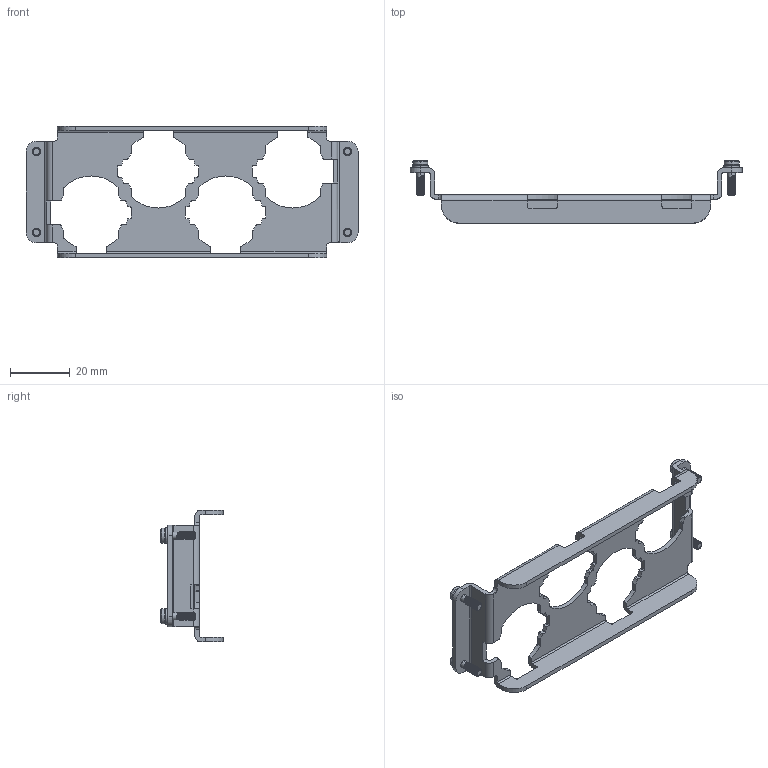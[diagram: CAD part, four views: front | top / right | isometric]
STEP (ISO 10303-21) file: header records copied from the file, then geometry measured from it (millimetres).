
FILE_DESCRIPTION((''),'2;1');
FILE_NAME('22222','2017-08-05T',('lishuang.ye'),(''),'PRO/ENGINEER BY PARAMETRIC TECHNOLOGY CORPORATION, 2010180','PRO/ENGINEER BY PARAMETRIC TECHNOLOGY CORPORATION, 2010180','');
FILE_SCHEMA(('AUTOMOTIVE_DESIGN_CC2 { 1 2 10303 214 -1 1 5 2 }'));
Length unit declared in the file: millimetre
Products named in the file (1): 22222
Bounding box: 111 x 20.94 x 44 mm (x, y, z)
Volume: 6864.4 mm3; surface area: 10612.8 mm2
Topology: 1 solids, 1 shells, 637 faces, 1825 edges, 1215 vertices
Faces by surface type: cylinder 295, plane 273, bspline 48, cone 20, torus 1
Entity records: 28930 total; most frequent: CARTESIAN_POINT 12457, ORIENTED_EDGE 3650, DIRECTION 3139, EDGE_CURVE 1825, VERTEX_POINT 1215, VECTOR 1069, LINE 1069, AXIS2_PLACEMENT_3D 1035
